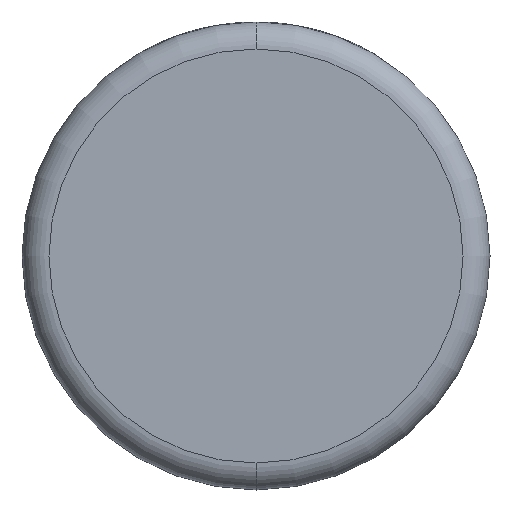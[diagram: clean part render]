
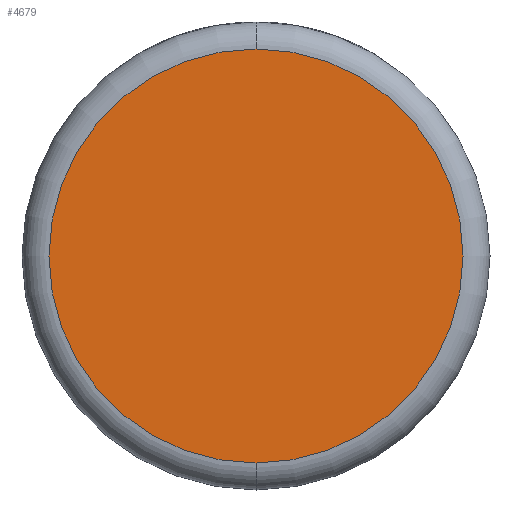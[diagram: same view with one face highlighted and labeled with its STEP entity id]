
A CAD part, front view. The second image highlights one B-rep face of the part: STEP entity #4679.
In plain terms, the highlighted planar face has unit normal (0, -1, 0).
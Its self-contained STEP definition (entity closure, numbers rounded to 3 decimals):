
#159 = CARTESIAN_POINT ( 'NONE',  ( 0., 0., 0. ) ) ;
#433 = VERTEX_POINT ( 'NONE', #3759 ) ;
#637 = FACE_OUTER_BOUND ( 'NONE', #3066, .T. ) ;
#911 = DIRECTION ( 'NONE',  ( 0., 0., 1. ) ) ;
#1294 = CIRCLE ( 'NONE', #2773, 15.926 ) ;
#1336 = EDGE_CURVE ( 'NONE', #4752, #433, #1294, .T. ) ;
#1360 = DIRECTION ( 'NONE',  ( 0., -1., 0. ) ) ;
#1383 = DIRECTION ( 'NONE',  ( 0., 0., 1. ) ) ;
#1970 = EDGE_CURVE ( 'NONE', #433, #4752, #3404, .T. ) ;
#2634 = DIRECTION ( 'NONE',  ( 0., -1., 0. ) ) ;
#2773 = AXIS2_PLACEMENT_3D ( 'NONE', #3769, #2634, #4159 ) ;
#2820 = ORIENTED_EDGE ( 'NONE', *, *, #1970, .T. ) ;
#3017 = AXIS2_PLACEMENT_3D ( 'NONE', #159, #3232, #911 ) ;
#3066 = EDGE_LOOP ( 'NONE', ( #2820, #4696 ) ) ;
#3232 = DIRECTION ( 'NONE',  ( 0., 1., 0. ) ) ;
#3404 = CIRCLE ( 'NONE', #4325, 15.926 ) ;
#3672 = CARTESIAN_POINT ( 'NONE',  ( 0., 0., 0. ) ) ;
#3759 = CARTESIAN_POINT ( 'NONE',  ( 0., 0., 15.926 ) ) ;
#3769 = CARTESIAN_POINT ( 'NONE',  ( 0., 0., 0. ) ) ;
#4159 = DIRECTION ( 'NONE',  ( 0., 0., 1. ) ) ;
#4260 = CARTESIAN_POINT ( 'NONE',  ( 0., 0., -15.926 ) ) ;
#4325 = AXIS2_PLACEMENT_3D ( 'NONE', #3672, #1360, #1383 ) ;
#4679 = ADVANCED_FACE ( 'NONE', ( #637 ), #4708, .F. ) ;
#4696 = ORIENTED_EDGE ( 'NONE', *, *, #1336, .T. ) ;
#4708 = PLANE ( 'NONE',  #3017 ) ;
#4752 = VERTEX_POINT ( 'NONE', #4260 ) ;
